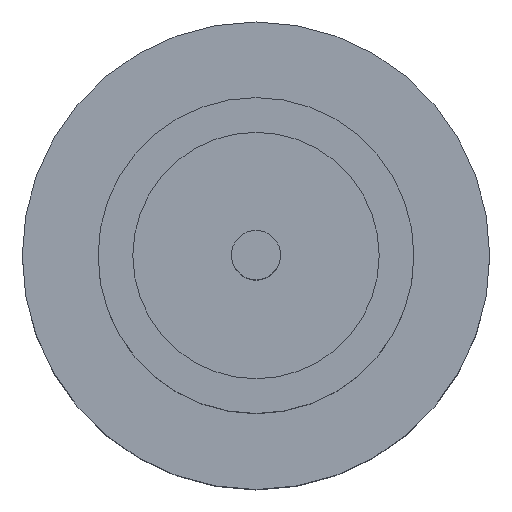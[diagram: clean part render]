
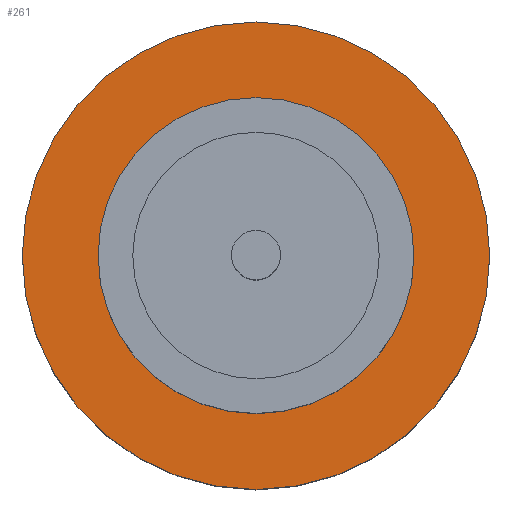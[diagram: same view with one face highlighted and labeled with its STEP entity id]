
A CAD part, top view. The second image highlights one B-rep face of the part: STEP entity #261.
In plain terms, the highlighted planar face has unit normal (0, 0, 1).
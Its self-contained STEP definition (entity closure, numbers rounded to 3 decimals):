
#3 = EDGE_CURVE ( 'NONE', #595, #250, #81, .T. ) ;
#11 = PLANE ( 'NONE',  #94 ) ;
#81 = CIRCLE ( 'NONE', #833, 1.25 ) ;
#94 = AXIS2_PLACEMENT_3D ( 'NONE', #343, #533, #726 ) ;
#198 = EDGE_LOOP ( 'NONE', ( #702, #553 ) ) ;
#223 = CIRCLE ( 'NONE', #357, 1.85 ) ;
#229 = DIRECTION ( 'NONE',  ( 0., 0., 1. ) ) ;
#247 = CARTESIAN_POINT ( 'NONE',  ( 1.85, 0., 1.55 ) ) ;
#250 = VERTEX_POINT ( 'NONE', #518 ) ;
#261 = ADVANCED_FACE ( 'NONE', ( #282, #327 ), #11, .T. ) ;
#265 = AXIS2_PLACEMENT_3D ( 'NONE', #677, #812, #545 ) ;
#282 = FACE_BOUND ( 'NONE', #198, .T. ) ;
#327 = FACE_OUTER_BOUND ( 'NONE', #571, .T. ) ;
#343 = CARTESIAN_POINT ( 'NONE',  ( 0., 0., 1.55 ) ) ;
#357 = AXIS2_PLACEMENT_3D ( 'NONE', #465, #795, #719 ) ;
#408 = EDGE_CURVE ( 'NONE', #250, #595, #690, .T. ) ;
#410 = CIRCLE ( 'NONE', #720, 1.85 ) ;
#417 = ORIENTED_EDGE ( 'NONE', *, *, #452, .T. ) ;
#425 = CARTESIAN_POINT ( 'NONE',  ( 0., 0., 1.55 ) ) ;
#452 = EDGE_CURVE ( 'NONE', #655, #504, #410, .T. ) ;
#465 = CARTESIAN_POINT ( 'NONE',  ( 0., 0., 1.55 ) ) ;
#477 = DIRECTION ( 'NONE',  ( 0., 0., 1. ) ) ;
#504 = VERTEX_POINT ( 'NONE', #758 ) ;
#518 = CARTESIAN_POINT ( 'NONE',  ( -1.25, 0., 1.55 ) ) ;
#533 = DIRECTION ( 'NONE',  ( 0., 0., 1. ) ) ;
#545 = DIRECTION ( 'NONE',  ( 1., 0., 0. ) ) ;
#552 = DIRECTION ( 'NONE',  ( 1., 0., 0. ) ) ;
#553 = ORIENTED_EDGE ( 'NONE', *, *, #408, .F. ) ;
#555 = DIRECTION ( 'NONE',  ( 1., 0., 0. ) ) ;
#561 = CARTESIAN_POINT ( 'NONE',  ( 1.25, 0., 1.55 ) ) ;
#571 = EDGE_LOOP ( 'NONE', ( #601, #417 ) ) ;
#595 = VERTEX_POINT ( 'NONE', #561 ) ;
#601 = ORIENTED_EDGE ( 'NONE', *, *, #716, .T. ) ;
#655 = VERTEX_POINT ( 'NONE', #247 ) ;
#677 = CARTESIAN_POINT ( 'NONE',  ( 0., 0., 1.55 ) ) ;
#690 = CIRCLE ( 'NONE', #265, 1.25 ) ;
#702 = ORIENTED_EDGE ( 'NONE', *, *, #3, .F. ) ;
#716 = EDGE_CURVE ( 'NONE', #504, #655, #223, .T. ) ;
#719 = DIRECTION ( 'NONE',  ( 1., 0., 0. ) ) ;
#720 = AXIS2_PLACEMENT_3D ( 'NONE', #737, #477, #552 ) ;
#726 = DIRECTION ( 'NONE',  ( 1., 0., 0. ) ) ;
#737 = CARTESIAN_POINT ( 'NONE',  ( 0., 0., 1.55 ) ) ;
#758 = CARTESIAN_POINT ( 'NONE',  ( -1.85, 0., 1.55 ) ) ;
#795 = DIRECTION ( 'NONE',  ( 0., 0., 1. ) ) ;
#812 = DIRECTION ( 'NONE',  ( 0., 0., 1. ) ) ;
#833 = AXIS2_PLACEMENT_3D ( 'NONE', #425, #229, #555 ) ;
